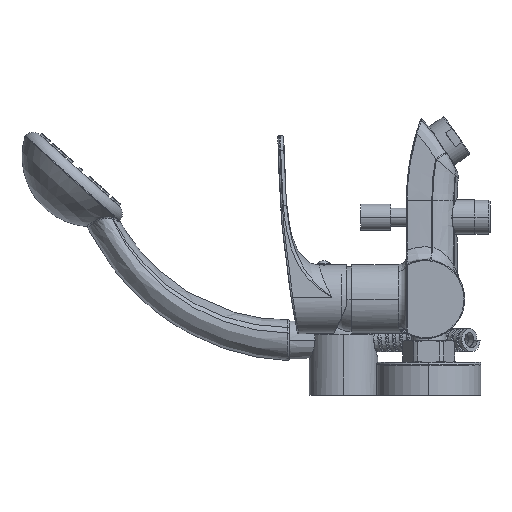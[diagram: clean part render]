
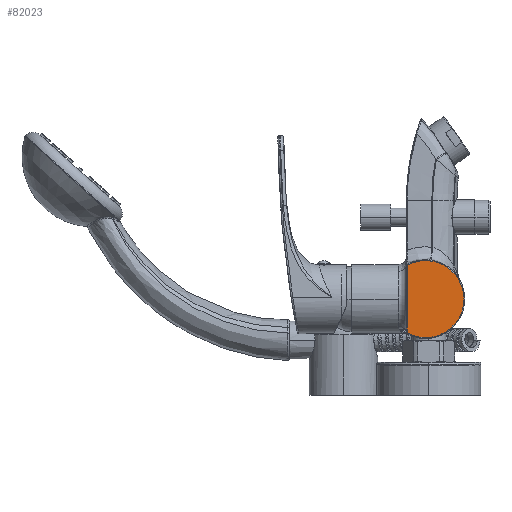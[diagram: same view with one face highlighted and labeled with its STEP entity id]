
A CAD part, left-side view. The second image highlights one B-rep face of the part: STEP entity #82023.
In plain terms, the highlighted planar face has unit normal (-1, 0, 0).
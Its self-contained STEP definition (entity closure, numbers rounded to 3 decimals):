
#30370=CARTESIAN_POINT('',(-90.,0.,0.));
#30371=DIRECTION('',(-1.,0.,0.));
#30372=DIRECTION('',(0.,0.473,-0.881));
#30373=AXIS2_PLACEMENT_3D('',#30370,#30371,#30372);
#30375=DIRECTION('',(0.,0.,-1.));
#30376=VECTOR('',#30375,41.406);
#30377=CARTESIAN_POINT('',(-90.,11.119,20.703));
#30378=LINE('',#30377,#30376);
#34668=CARTESIAN_POINT('',(-90.,11.119,-20.703));
#34669=CARTESIAN_POINT('',(-90.,11.119,20.703));
#34670=VERTEX_POINT('',#34668);
#34671=VERTEX_POINT('',#34669);
#82013=CARTESIAN_POINT('',(-90.,0.,0.));
#82014=DIRECTION('',(1.,0.,0.));
#82015=DIRECTION('',(0.,0.,-1.));
#82016=AXIS2_PLACEMENT_3D('',#82013,#82014,#82015);
#82017=PLANE('',#82016);
#82018=ORIENTED_EDGE('',*,*,#82003,.F.);
#82020=ORIENTED_EDGE('',*,*,#82019,.F.);
#82021=EDGE_LOOP('',(#82018,#82020));
#82022=FACE_OUTER_BOUND('',#82021,.F.);
#82023=ADVANCED_FACE('',(#82022),#82017,.F.);
#30374=CIRCLE('',#30373,23.5);
#82003=EDGE_CURVE('',#34670,#34671,#30374,.T.);
#82019=EDGE_CURVE('',#34671,#34670,#30378,.T.);
